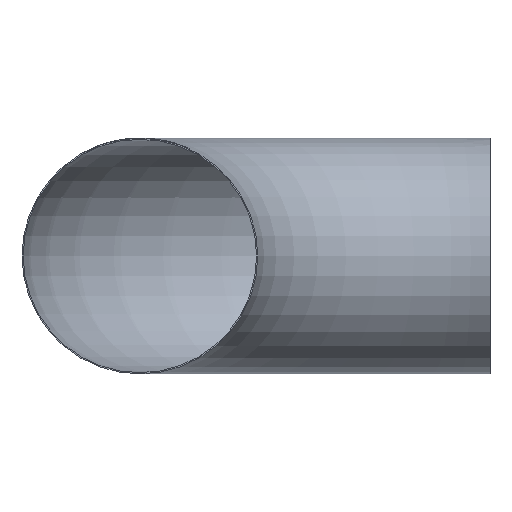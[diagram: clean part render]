
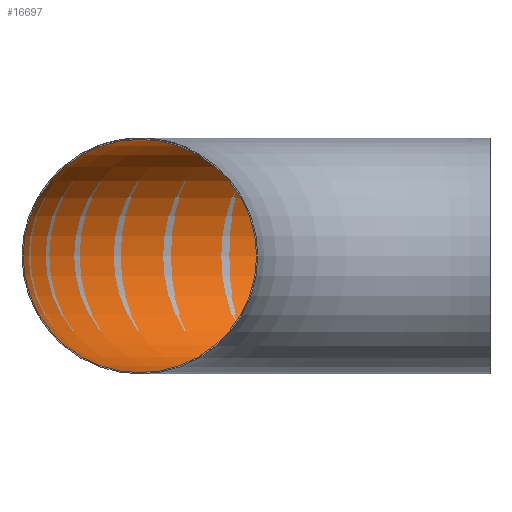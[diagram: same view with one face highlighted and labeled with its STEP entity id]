
A CAD part, front view. The second image highlights one B-rep face of the part: STEP entity #16697.
In plain terms, the highlighted toroidal (fillet/blend) face has major radius 1200 mm and minor radius 400 mm.
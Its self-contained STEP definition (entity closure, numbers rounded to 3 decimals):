
#3281 = EDGE_LOOP ( 'NONE', ( #46528 ) ) ;
#3874 = DIRECTION ( 'NONE',  ( 0., 0., -1. ) ) ;
#4125 = FACE_OUTER_BOUND ( 'NONE', #31810, .T. ) ;
#6083 = DIRECTION ( 'NONE',  ( 0., 1., 0. ) ) ;
#9364 = ORIENTED_EDGE ( 'NONE', *, *, #21928, .F. ) ;
#14201 = CARTESIAN_POINT ( 'NONE',  ( 0., 0., 0. ) ) ;
#15814 = DIRECTION ( 'NONE',  ( 0., 1., 0. ) ) ;
#16697 = ADVANCED_FACE ( 'NONE', ( #29952, #4125 ), #27320, .F. ) ;
#18104 = CIRCLE ( 'NONE', #25998, 400. ) ;
#19265 = DIRECTION ( 'NONE',  ( 0., 0., 1. ) ) ;
#21065 = DIRECTION ( 'NONE',  ( 1., 0., 0. ) ) ;
#21728 = AXIS2_PLACEMENT_3D ( 'NONE', #38249, #15814, #19265 ) ;
#21928 = EDGE_CURVE ( 'NONE', #33884, #33884, #34358, .T. ) ;
#25998 = AXIS2_PLACEMENT_3D ( 'NONE', #39813, #21065, #6083 ) ;
#26974 = VERTEX_POINT ( 'NONE', #30673 ) ;
#27320 = TOROIDAL_SURFACE ( 'NONE', #31232, 1200., 400. ) ;
#29952 = FACE_OUTER_BOUND ( 'NONE', #3281, .T. ) ;
#30673 = CARTESIAN_POINT ( 'NONE',  ( 0., 1600., 0. ) ) ;
#31232 = AXIS2_PLACEMENT_3D ( 'NONE', #14201, #3874, #33903 ) ;
#31810 = EDGE_LOOP ( 'NONE', ( #9364 ) ) ;
#33884 = VERTEX_POINT ( 'NONE', #41771 ) ;
#33903 = DIRECTION ( 'NONE',  ( -1., 0., 0. ) ) ;
#34358 = CIRCLE ( 'NONE', #21728, 400. ) ;
#38249 = CARTESIAN_POINT ( 'NONE',  ( -1200., 0., 0. ) ) ;
#39813 = CARTESIAN_POINT ( 'NONE',  ( 0., 1200., 0. ) ) ;
#40914 = EDGE_CURVE ( 'NONE', #26974, #26974, #18104, .T. ) ;
#41771 = CARTESIAN_POINT ( 'NONE',  ( -1200., 0., 400. ) ) ;
#46528 = ORIENTED_EDGE ( 'NONE', *, *, #40914, .T. ) ;
